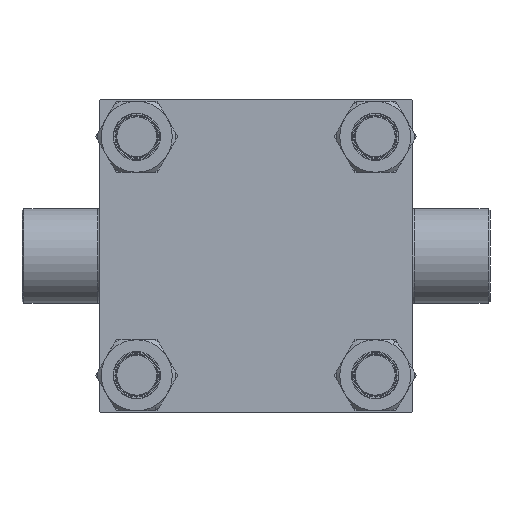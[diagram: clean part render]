
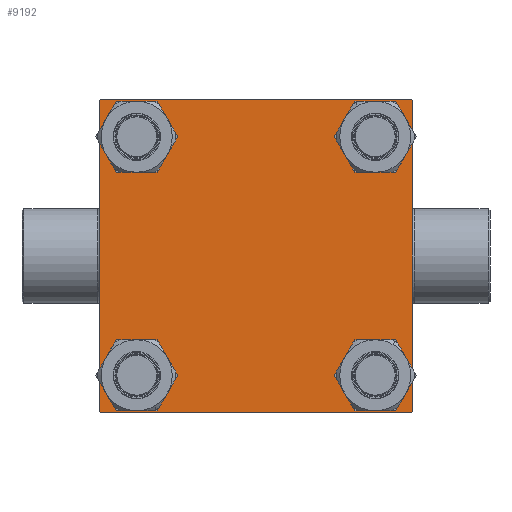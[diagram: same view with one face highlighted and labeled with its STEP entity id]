
A CAD part, left-side view. The second image highlights one B-rep face of the part: STEP entity #9192.
In plain terms, the highlighted planar face has unit normal (-1, 0, 0).
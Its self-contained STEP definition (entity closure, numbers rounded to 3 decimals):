
#75 = EDGE_CURVE ( 'NONE', #22310, #8238, #45085, .T. ) ;
#257 = ORIENTED_EDGE ( 'NONE', *, *, #39309, .T. ) ;
#338 = ORIENTED_EDGE ( 'NONE', *, *, #29227, .T. ) ;
#496 = EDGE_CURVE ( 'NONE', #23789, #16936, #6531, .T. ) ;
#1095 = FACE_BOUND ( 'NONE', #25107, .T. ) ;
#1248 = ORIENTED_EDGE ( 'NONE', *, *, #11854, .T. ) ;
#1530 = CARTESIAN_POINT ( 'NONE',  ( 0., 82.5, 82. ) ) ;
#1796 = FACE_OUTER_BOUND ( 'NONE', #11332, .T. ) ;
#2172 = ORIENTED_EDGE ( 'NONE', *, *, #42642, .T. ) ;
#2279 = VERTEX_POINT ( 'NONE', #7569 ) ;
#3307 = CARTESIAN_POINT ( 'NONE',  ( 0., 82.25, 82.25 ) ) ;
#4094 = CARTESIAN_POINT ( 'NONE',  ( 0., 62.95, 74.45 ) ) ;
#4692 = CARTESIAN_POINT ( 'NONE',  ( 0., 82.25, -82.25 ) ) ;
#4762 = LINE ( 'NONE', #11835, #6659 ) ;
#4802 = CARTESIAN_POINT ( 'NONE',  ( 0., 62.95, -62.95 ) ) ;
#5226 = ORIENTED_EDGE ( 'NONE', *, *, #43137, .T. ) ;
#5333 = CARTESIAN_POINT ( 'NONE',  ( 0., 0., 0. ) ) ;
#5842 = VERTEX_POINT ( 'NONE', #28169 ) ;
#6531 = CIRCLE ( 'NONE', #17865, 11.5 ) ;
#6607 = DIRECTION ( 'NONE',  ( 0., 0.707, -0.707 ) ) ;
#6659 = VECTOR ( 'NONE', #12059, 1000. ) ;
#7569 = CARTESIAN_POINT ( 'NONE',  ( 0., 82., 82.5 ) ) ;
#7874 = CIRCLE ( 'NONE', #46454, 11.5 ) ;
#7970 = EDGE_LOOP ( 'NONE', ( #36777, #1248 ) ) ;
#8238 = VERTEX_POINT ( 'NONE', #29008 ) ;
#8328 = CARTESIAN_POINT ( 'NONE',  ( 0., -82.25, 82.25 ) ) ;
#8423 = VECTOR ( 'NONE', #44468, 1000. ) ;
#8486 = EDGE_CURVE ( 'NONE', #5842, #15994, #4762, .T. ) ;
#8841 = ORIENTED_EDGE ( 'NONE', *, *, #14506, .T. ) ;
#9115 = FACE_BOUND ( 'NONE', #7970, .T. ) ;
#9192 = ADVANCED_FACE ( 'NONE', ( #23782, #1095, #16201, #9115, #1796 ), #38268, .T. ) ;
#9373 = VERTEX_POINT ( 'NONE', #18315 ) ;
#9420 = CARTESIAN_POINT ( 'NONE',  ( 0., 62.95, -62.95 ) ) ;
#9530 = DIRECTION ( 'NONE',  ( 0., 0., -1. ) ) ;
#9685 = CARTESIAN_POINT ( 'NONE',  ( 0., -62.95, 51.45 ) ) ;
#10095 = CIRCLE ( 'NONE', #45674, 11.5 ) ;
#10099 = DIRECTION ( 'NONE',  ( 0., 0., 1. ) ) ;
#10598 = VERTEX_POINT ( 'NONE', #24858 ) ;
#10602 = CIRCLE ( 'NONE', #19657, 11.5 ) ;
#11032 = CARTESIAN_POINT ( 'NONE',  ( 0., 82.5, 82.5 ) ) ;
#11302 = CARTESIAN_POINT ( 'NONE',  ( 0., -62.95, -51.45 ) ) ;
#11332 = EDGE_LOOP ( 'NONE', ( #2172, #257, #24897, #36004, #14566, #40372, #43651, #338 ) ) ;
#11835 = CARTESIAN_POINT ( 'NONE',  ( 0., 82.5, -82.5 ) ) ;
#11854 = EDGE_CURVE ( 'NONE', #8238, #22310, #29425, .T. ) ;
#12059 = DIRECTION ( 'NONE',  ( 0., -1., 0. ) ) ;
#13006 = ORIENTED_EDGE ( 'NONE', *, *, #496, .T. ) ;
#13567 = AXIS2_PLACEMENT_3D ( 'NONE', #33098, #39306, #25057 ) ;
#13881 = EDGE_CURVE ( 'NONE', #17646, #46167, #21340, .T. ) ;
#14127 = DIRECTION ( 'NONE',  ( 0., -1., 0. ) ) ;
#14348 = CARTESIAN_POINT ( 'NONE',  ( 0., -62.95, 62.95 ) ) ;
#14506 = EDGE_CURVE ( 'NONE', #9373, #10598, #10602, .T. ) ;
#14566 = ORIENTED_EDGE ( 'NONE', *, *, #13881, .F. ) ;
#15238 = AXIS2_PLACEMENT_3D ( 'NONE', #22339, #39916, #44379 ) ;
#15434 = VERTEX_POINT ( 'NONE', #16366 ) ;
#15563 = DIRECTION ( 'NONE',  ( 1., 0., 0. ) ) ;
#15726 = DIRECTION ( 'NONE',  ( -1., 0., 0. ) ) ;
#15994 = VERTEX_POINT ( 'NONE', #16252 ) ;
#16041 = VERTEX_POINT ( 'NONE', #24068 ) ;
#16201 = FACE_BOUND ( 'NONE', #40245, .T. ) ;
#16252 = CARTESIAN_POINT ( 'NONE',  ( 0., -82., -82.5 ) ) ;
#16366 = CARTESIAN_POINT ( 'NONE',  ( 0., 82.5, -82. ) ) ;
#16701 = EDGE_LOOP ( 'NONE', ( #13006, #31876 ) ) ;
#16936 = VERTEX_POINT ( 'NONE', #9685 ) ;
#17468 = CARTESIAN_POINT ( 'NONE',  ( 0., -62.95, -62.95 ) ) ;
#17646 = VERTEX_POINT ( 'NONE', #21294 ) ;
#17811 = DIRECTION ( 'NONE',  ( 1., 0., 0. ) ) ;
#17865 = AXIS2_PLACEMENT_3D ( 'NONE', #14348, #43493, #32127 ) ;
#18315 = CARTESIAN_POINT ( 'NONE',  ( 0., 62.95, -51.45 ) ) ;
#18568 = CARTESIAN_POINT ( 'NONE',  ( 0., -82.5, -82. ) ) ;
#19657 = AXIS2_PLACEMENT_3D ( 'NONE', #4802, #37481, #22765 ) ;
#20522 = CIRCLE ( 'NONE', #44733, 11.5 ) ;
#20566 = DIRECTION ( 'NONE',  ( 0., 0., 1. ) ) ;
#21294 = CARTESIAN_POINT ( 'NONE',  ( 0., -82.5, 82. ) ) ;
#21340 = LINE ( 'NONE', #39593, #22634 ) ;
#21357 = VECTOR ( 'NONE', #22753, 1000. ) ;
#22309 = EDGE_CURVE ( 'NONE', #16041, #29291, #20522, .T. ) ;
#22310 = VERTEX_POINT ( 'NONE', #4094 ) ;
#22339 = CARTESIAN_POINT ( 'NONE',  ( 0., -62.95, 62.95 ) ) ;
#22634 = VECTOR ( 'NONE', #31522, 1000. ) ;
#22753 = DIRECTION ( 'NONE',  ( 0., 0.707, 0.707 ) ) ;
#22765 = DIRECTION ( 'NONE',  ( 0., 0., 1. ) ) ;
#22865 = VECTOR ( 'NONE', #9530, 1000. ) ;
#23244 = AXIS2_PLACEMENT_3D ( 'NONE', #5333, #15726, #41338 ) ;
#23782 = FACE_BOUND ( 'NONE', #16701, .T. ) ;
#23789 = VERTEX_POINT ( 'NONE', #35433 ) ;
#24068 = CARTESIAN_POINT ( 'NONE',  ( 0., -62.95, -74.45 ) ) ;
#24154 = EDGE_CURVE ( 'NONE', #17646, #34873, #41025, .T. ) ;
#24858 = CARTESIAN_POINT ( 'NONE',  ( 0., 62.95, -74.45 ) ) ;
#24897 = ORIENTED_EDGE ( 'NONE', *, *, #8486, .T. ) ;
#24985 = VECTOR ( 'NONE', #26372, 1000. ) ;
#25057 = DIRECTION ( 'NONE',  ( 0., 0., 1. ) ) ;
#25107 = EDGE_LOOP ( 'NONE', ( #30495, #25148 ) ) ;
#25148 = ORIENTED_EDGE ( 'NONE', *, *, #22309, .T. ) ;
#25226 = DIRECTION ( 'NONE',  ( 1., 0., 0. ) ) ;
#26372 = DIRECTION ( 'NONE',  ( 0., -0.707, 0.707 ) ) ;
#28169 = CARTESIAN_POINT ( 'NONE',  ( 0., 82., -82.5 ) ) ;
#28345 = CARTESIAN_POINT ( 'NONE',  ( 0., -82., 82.5 ) ) ;
#28557 = CARTESIAN_POINT ( 'NONE',  ( 0., 62.95, 62.95 ) ) ;
#29008 = CARTESIAN_POINT ( 'NONE',  ( 0., 62.95, 51.45 ) ) ;
#29227 = EDGE_CURVE ( 'NONE', #2279, #29564, #31943, .T. ) ;
#29291 = VERTEX_POINT ( 'NONE', #11302 ) ;
#29425 = CIRCLE ( 'NONE', #13567, 11.5 ) ;
#29564 = VERTEX_POINT ( 'NONE', #1530 ) ;
#30318 = VECTOR ( 'NONE', #14127, 1000. ) ;
#30495 = ORIENTED_EDGE ( 'NONE', *, *, #44922, .T. ) ;
#30872 = LINE ( 'NONE', #37535, #24985 ) ;
#31319 = CARTESIAN_POINT ( 'NONE',  ( 0., 82.5, 82.5 ) ) ;
#31522 = DIRECTION ( 'NONE',  ( 0., 0., -1. ) ) ;
#31876 = ORIENTED_EDGE ( 'NONE', *, *, #38319, .T. ) ;
#31943 = LINE ( 'NONE', #3307, #33251 ) ;
#32127 = DIRECTION ( 'NONE',  ( 0., 0., 1. ) ) ;
#32342 = EDGE_CURVE ( 'NONE', #15994, #46167, #30872, .T. ) ;
#32991 = AXIS2_PLACEMENT_3D ( 'NONE', #28557, #25226, #10099 ) ;
#33098 = CARTESIAN_POINT ( 'NONE',  ( 0., 62.95, 62.95 ) ) ;
#33251 = VECTOR ( 'NONE', #6607, 1000. ) ;
#34873 = VERTEX_POINT ( 'NONE', #28345 ) ;
#34896 = EDGE_CURVE ( 'NONE', #2279, #34873, #36631, .T. ) ;
#35433 = CARTESIAN_POINT ( 'NONE',  ( 0., -62.95, 74.45 ) ) ;
#35853 = CARTESIAN_POINT ( 'NONE',  ( 0., -62.95, -62.95 ) ) ;
#36004 = ORIENTED_EDGE ( 'NONE', *, *, #32342, .T. ) ;
#36631 = LINE ( 'NONE', #11032, #30318 ) ;
#36777 = ORIENTED_EDGE ( 'NONE', *, *, #75, .T. ) ;
#37134 = LINE ( 'NONE', #4692, #8423 ) ;
#37481 = DIRECTION ( 'NONE',  ( 1., 0., 0. ) ) ;
#37535 = CARTESIAN_POINT ( 'NONE',  ( 0., -82.25, -82.25 ) ) ;
#38268 = PLANE ( 'NONE',  #23244 ) ;
#38319 = EDGE_CURVE ( 'NONE', #16936, #23789, #38713, .T. ) ;
#38713 = CIRCLE ( 'NONE', #15238, 11.5 ) ;
#39306 = DIRECTION ( 'NONE',  ( 1., 0., 0. ) ) ;
#39309 = EDGE_CURVE ( 'NONE', #15434, #5842, #37134, .T. ) ;
#39593 = CARTESIAN_POINT ( 'NONE',  ( 0., -82.5, 82.5 ) ) ;
#39916 = DIRECTION ( 'NONE',  ( 1., 0., 0. ) ) ;
#40245 = EDGE_LOOP ( 'NONE', ( #8841, #5226 ) ) ;
#40372 = ORIENTED_EDGE ( 'NONE', *, *, #24154, .T. ) ;
#41025 = LINE ( 'NONE', #8328, #21357 ) ;
#41170 = DIRECTION ( 'NONE',  ( 0., 0., 1. ) ) ;
#41338 = DIRECTION ( 'NONE',  ( 0., 0., 1. ) ) ;
#42000 = LINE ( 'NONE', #31319, #22865 ) ;
#42642 = EDGE_CURVE ( 'NONE', #29564, #15434, #42000, .T. ) ;
#43137 = EDGE_CURVE ( 'NONE', #10598, #9373, #10095, .T. ) ;
#43493 = DIRECTION ( 'NONE',  ( 1., 0., 0. ) ) ;
#43651 = ORIENTED_EDGE ( 'NONE', *, *, #34896, .F. ) ;
#44379 = DIRECTION ( 'NONE',  ( 0., 0., 1. ) ) ;
#44468 = DIRECTION ( 'NONE',  ( 0., -0.707, -0.707 ) ) ;
#44733 = AXIS2_PLACEMENT_3D ( 'NONE', #35853, #17811, #46731 ) ;
#44922 = EDGE_CURVE ( 'NONE', #29291, #16041, #7874, .T. ) ;
#45085 = CIRCLE ( 'NONE', #32991, 11.5 ) ;
#45674 = AXIS2_PLACEMENT_3D ( 'NONE', #9420, #15563, #41170 ) ;
#45692 = DIRECTION ( 'NONE',  ( 1., 0., 0. ) ) ;
#46167 = VERTEX_POINT ( 'NONE', #18568 ) ;
#46454 = AXIS2_PLACEMENT_3D ( 'NONE', #17468, #45692, #20566 ) ;
#46731 = DIRECTION ( 'NONE',  ( 0., 0., 1. ) ) ;
